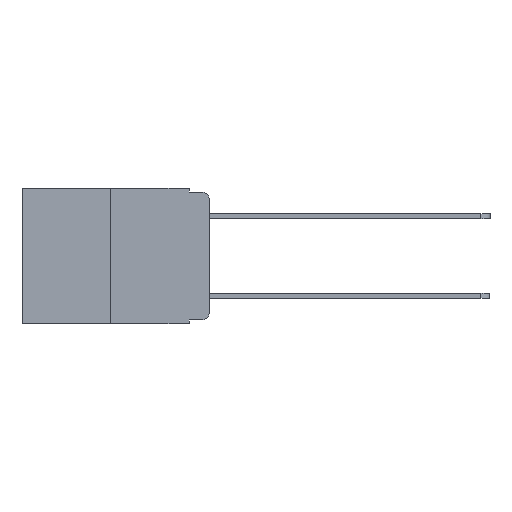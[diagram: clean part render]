
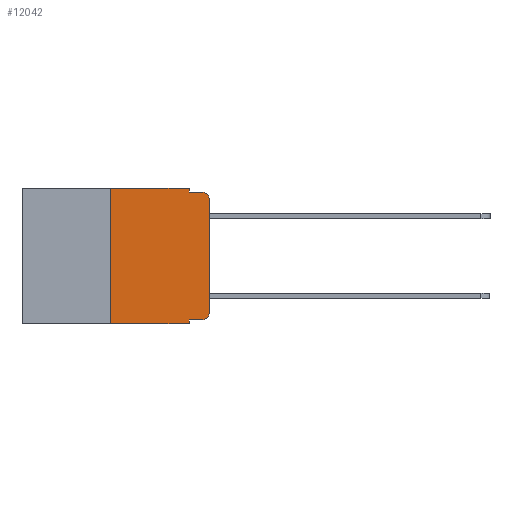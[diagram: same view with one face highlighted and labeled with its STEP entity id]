
A CAD part, left-side view. The second image highlights one B-rep face of the part: STEP entity #12042.
In plain terms, the highlighted planar face has unit normal (-1, 0, 0).
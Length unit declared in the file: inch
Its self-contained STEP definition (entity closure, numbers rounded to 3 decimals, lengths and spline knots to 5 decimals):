
#280 = VECTOR ( 'NONE', #6427, 39.37008 ) ;
#736 = VECTOR ( 'NONE', #4052, 39.37008 ) ;
#739 = ORIENTED_EDGE ( 'NONE', *, *, #8591, .F. ) ;
#922 = VERTEX_POINT ( 'NONE', #9047 ) ;
#1062 = EDGE_CURVE ( 'NONE', #1489, #2033, #6056, .T. ) ;
#1414 = EDGE_CURVE ( 'NONE', #7018, #6899, #7078, .T. ) ;
#1444 = ORIENTED_EDGE ( 'NONE', *, *, #6301, .T. ) ;
#1489 = VERTEX_POINT ( 'NONE', #10911 ) ;
#1492 = CARTESIAN_POINT ( 'NONE',  ( 0., 0.02, -0.313 ) ) ;
#2033 = VERTEX_POINT ( 'NONE', #13942 ) ;
#2086 = LINE ( 'NONE', #10890, #13445 ) ;
#2575 = AXIS2_PLACEMENT_3D ( 'NONE', #1492, #9259, #2631 ) ;
#2631 = DIRECTION ( 'NONE',  ( 0., 0., -1. ) ) ;
#2752 = VECTOR ( 'NONE', #7566, 39.37008 ) ;
#3081 = VERTEX_POINT ( 'NONE', #6827 ) ;
#3107 = VERTEX_POINT ( 'NONE', #9756 ) ;
#3118 = CARTESIAN_POINT ( 'NONE',  ( 0., 0.473, -0.343 ) ) ;
#3256 = DIRECTION ( 'NONE',  ( -1., 0., 0. ) ) ;
#3337 = DIRECTION ( 'NONE',  ( 0., 0., 1. ) ) ;
#3799 = AXIS2_PLACEMENT_3D ( 'NONE', #9903, #3256, #10988 ) ;
#3962 = DIRECTION ( 'NONE',  ( 0., 0., -1. ) ) ;
#4052 = DIRECTION ( 'NONE',  ( 0., -1., 0. ) ) ;
#4075 = LINE ( 'NONE', #11755, #736 ) ;
#4138 = VECTOR ( 'NONE', #5261, 39.37008 ) ;
#4429 = ORIENTED_EDGE ( 'NONE', *, *, #5342, .T. ) ;
#4767 = FACE_OUTER_BOUND ( 'NONE', #10097, .T. ) ;
#4855 = VECTOR ( 'NONE', #5643, 39.37008 ) ;
#4982 = VERTEX_POINT ( 'NONE', #7286 ) ;
#5261 = DIRECTION ( 'NONE',  ( 0., -1., 0. ) ) ;
#5342 = EDGE_CURVE ( 'NONE', #7081, #4982, #11776, .T. ) ;
#5641 = ORIENTED_EDGE ( 'NONE', *, *, #1414, .F. ) ;
#5643 = DIRECTION ( 'NONE',  ( 0., -1., 0. ) ) ;
#5965 = CARTESIAN_POINT ( 'NONE',  ( 0., 0.02, -0.333 ) ) ;
#6056 = LINE ( 'NONE', #6629, #2752 ) ;
#6123 = EDGE_CURVE ( 'NONE', #922, #2033, #9187, .T. ) ;
#6227 = LINE ( 'NONE', #11990, #11714 ) ;
#6301 = EDGE_CURVE ( 'NONE', #1489, #7081, #12588, .T. ) ;
#6427 = DIRECTION ( 'NONE',  ( 0., -1., 0. ) ) ;
#6460 = VERTEX_POINT ( 'NONE', #13519 ) ;
#6629 = CARTESIAN_POINT ( 'NONE',  ( 0., 0.051, 0. ) ) ;
#6694 = CARTESIAN_POINT ( 'NONE',  ( 0., 0.473, 0. ) ) ;
#6827 = CARTESIAN_POINT ( 'NONE',  ( 0., 0., -0.03 ) ) ;
#6899 = VERTEX_POINT ( 'NONE', #13288 ) ;
#6952 = LINE ( 'NONE', #9983, #12773 ) ;
#7018 = VERTEX_POINT ( 'NONE', #9094 ) ;
#7078 = LINE ( 'NONE', #6694, #4138 ) ;
#7081 = VERTEX_POINT ( 'NONE', #5965 ) ;
#7286 = CARTESIAN_POINT ( 'NONE',  ( 0., 0., -0.313 ) ) ;
#7566 = DIRECTION ( 'NONE',  ( 0., 0., -1. ) ) ;
#8065 = AXIS2_PLACEMENT_3D ( 'NONE', #9477, #10580, #3962 ) ;
#8203 = ORIENTED_EDGE ( 'NONE', *, *, #10127, .F. ) ;
#8349 = PLANE ( 'NONE',  #8065 ) ;
#8591 = EDGE_CURVE ( 'NONE', #922, #7018, #2086, .T. ) ;
#8677 = EDGE_CURVE ( 'NONE', #4982, #3081, #6952, .T. ) ;
#9047 = CARTESIAN_POINT ( 'NONE',  ( 0., 0.25, -0.343 ) ) ;
#9094 = CARTESIAN_POINT ( 'NONE',  ( 0., 0.25, 0. ) ) ;
#9187 = LINE ( 'NONE', #3118, #280 ) ;
#9259 = DIRECTION ( 'NONE',  ( -1., 0., 0. ) ) ;
#9477 = CARTESIAN_POINT ( 'NONE',  ( 0., 0.473, 0. ) ) ;
#9620 = ORIENTED_EDGE ( 'NONE', *, *, #6123, .T. ) ;
#9756 = CARTESIAN_POINT ( 'NONE',  ( 0., 0.02, -0.01 ) ) ;
#9792 = ORIENTED_EDGE ( 'NONE', *, *, #12098, .F. ) ;
#9816 = DIRECTION ( 'NONE',  ( 0., 0., -1. ) ) ;
#9903 = CARTESIAN_POINT ( 'NONE',  ( 0., 0.02, -0.03 ) ) ;
#9983 = CARTESIAN_POINT ( 'NONE',  ( 0., 0., 0. ) ) ;
#10018 = CIRCLE ( 'NONE', #3799, 0.02 ) ;
#10097 = EDGE_LOOP ( 'NONE', ( #13836, #11310, #9792, #8203, #5641, #739, #9620, #12499, #1444, #4429 ) ) ;
#10127 = EDGE_CURVE ( 'NONE', #6899, #6460, #6227, .T. ) ;
#10580 = DIRECTION ( 'NONE',  ( 1., 0., 0. ) ) ;
#10705 = EDGE_CURVE ( 'NONE', #3081, #3107, #10018, .T. ) ;
#10890 = CARTESIAN_POINT ( 'NONE',  ( 0., 0.25, 0. ) ) ;
#10911 = CARTESIAN_POINT ( 'NONE',  ( 0., 0.051, -0.333 ) ) ;
#10988 = DIRECTION ( 'NONE',  ( 0., 0., -1. ) ) ;
#11310 = ORIENTED_EDGE ( 'NONE', *, *, #10705, .T. ) ;
#11714 = VECTOR ( 'NONE', #9816, 39.37008 ) ;
#11755 = CARTESIAN_POINT ( 'NONE',  ( 0., 0.051, -0.01 ) ) ;
#11776 = CIRCLE ( 'NONE', #2575, 0.02 ) ;
#11990 = CARTESIAN_POINT ( 'NONE',  ( 0., 0.051, 0. ) ) ;
#12042 = ADVANCED_FACE ( 'NONE', ( #4767 ), #8349, .F. ) ;
#12098 = EDGE_CURVE ( 'NONE', #6460, #3107, #4075, .T. ) ;
#12499 = ORIENTED_EDGE ( 'NONE', *, *, #1062, .F. ) ;
#12588 = LINE ( 'NONE', #13309, #4855 ) ;
#12773 = VECTOR ( 'NONE', #3337, 39.37008 ) ;
#13064 = DIRECTION ( 'NONE',  ( 0., 0., 1. ) ) ;
#13288 = CARTESIAN_POINT ( 'NONE',  ( 0., 0.051, 0. ) ) ;
#13309 = CARTESIAN_POINT ( 'NONE',  ( 0., 0.051, -0.333 ) ) ;
#13445 = VECTOR ( 'NONE', #13064, 39.37008 ) ;
#13519 = CARTESIAN_POINT ( 'NONE',  ( 0., 0.051, -0.01 ) ) ;
#13836 = ORIENTED_EDGE ( 'NONE', *, *, #8677, .T. ) ;
#13942 = CARTESIAN_POINT ( 'NONE',  ( 0., 0.051, -0.343 ) ) ;
